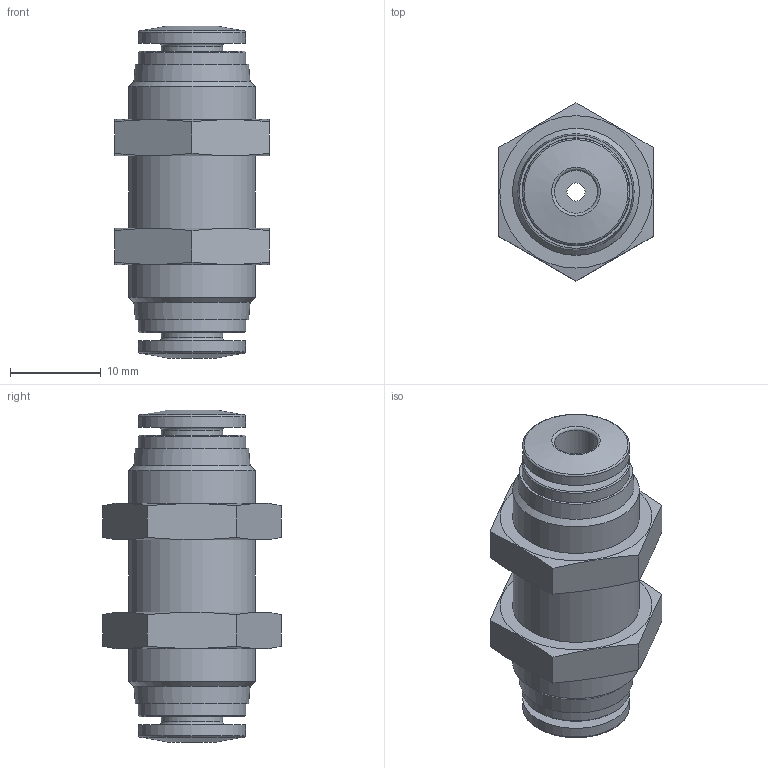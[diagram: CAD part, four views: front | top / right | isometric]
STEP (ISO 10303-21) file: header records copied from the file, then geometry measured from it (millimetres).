
FILE_DESCRIPTION(/* description */ ('STEP AP214'),/* implementation_level */ '2;1');
FILE_NAME(/* name */ '564749_QBS-3_16T-U',/* time_stamp */ '2024-09-14T04:15:19+02:00',/* author */ ('License CC BY-ND 4.0'),/* organization */ ('CADENAS'),/* preprocessor_version */ 'ST-DEVELOPER v19.3',/* originating_system */ 'PARTsolutions',/* authorisation */ ' ');
FILE_SCHEMA (('AUTOMOTIVE_DESIGN {1 0 10303 214 3 1 1}'));
Length unit declared in the file: millimetre
Products named in the file (3): 564749 QBS-3/16T-U; 564749 QBS-3/16T-U-1; Flachmutter M14X1-4-17
Assembly tree (3 placements, depth 2):
  564749 QBS-3/16T-U
    564749 QBS-3/16T-U-1
    Flachmutter M14X1-4-17  x2
Bounding box: 17 x 19.63 x 36.6 mm (x, y, z)
Volume: 5301.1 mm3; surface area: 3701.2 mm2
Topology: 3 solids, 3 shells, 58 faces, 119 edges, 73 vertices
Faces by surface type: plane 24, cone 16, cylinder 12, torus 6
Full cylindrical faces by diameter (mm): 2 x1, 4.762 x2, 6.762 x2, 11.8 x2, 11.905 x2, 12.917 x2, 14 x1
Entity records: 1305 total; most frequent: CARTESIAN_POINT 203, DIRECTION 180, ORIENTED_EDGE 112, AXIS2_PLACEMENT_3D 87, EDGE_LOOP 84, FACE_BOUND 84, EDGE_CURVE 56, VERTEX_POINT 50
